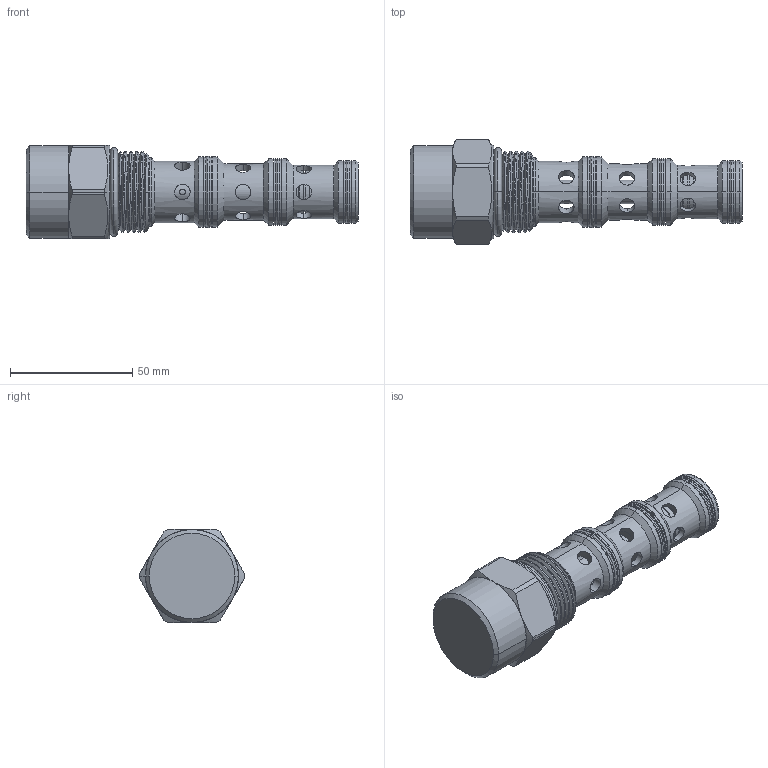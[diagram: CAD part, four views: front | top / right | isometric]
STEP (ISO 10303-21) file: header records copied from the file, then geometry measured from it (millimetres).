
FILE_DESCRIPTION (( 'STEP AP203' ), '1' );
FILE_NAME ('LR16W40-N.STEP', '2020-05-14T06:41:24', ( '' ), ( '' ), 'SwSTEP 2.0', 'SolidWorks 2018', '' );
FILE_SCHEMA (( 'CONFIG_CONTROL_DESIGN' ));
Length unit declared in the file: millimetre
Products named in the file (1): LR16W40-N
Bounding box: 135.62 x 42.84 x 38 mm (x, y, z)
Volume: 82744.5 mm3; surface area: 25864.5 mm2
Topology: 11 solids, 18 shells, 309 faces, 744 edges, 451 vertices
Faces by surface type: cylinder 197, plane 53, cone 40, torus 16, bspline 3
Entity records: 12404 total; most frequent: CARTESIAN_POINT 5157, DIRECTION 1501, ORIENTED_EDGE 1484, EDGE_CURVE 742, AXIS2_PLACEMENT_3D 652, VERTEX_POINT 451, EDGE_LOOP 385, CIRCLE 345
